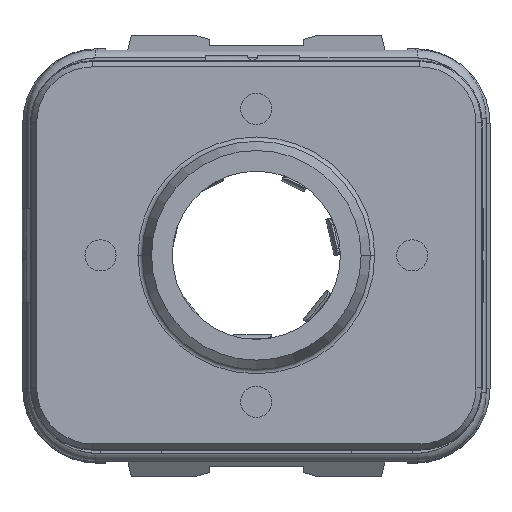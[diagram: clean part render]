
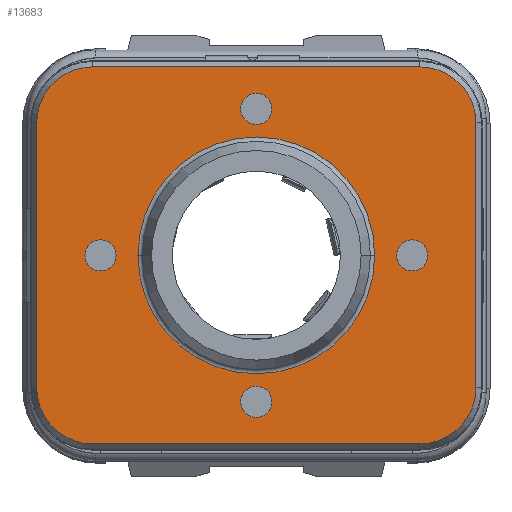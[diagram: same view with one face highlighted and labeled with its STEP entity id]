
A CAD part, top view. The second image highlights one B-rep face of the part: STEP entity #13683.
In plain terms, the highlighted planar face has unit normal (0, 0, 1).
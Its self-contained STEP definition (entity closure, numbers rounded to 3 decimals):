
#930=CARTESIAN_POINT('',(-5.25,-4.25,4.155));
#931=DIRECTION('',(0.,0.,1.));
#932=DIRECTION('',(-1.,0.,0.));
#933=AXIS2_PLACEMENT_3D('',#930,#931,#932);
#935=DIRECTION('',(0.,-1.,0.));
#936=VECTOR('',#935,8.5);
#937=CARTESIAN_POINT('',(-7.05,4.25,4.155));
#938=LINE('',#937,#936);
#939=CARTESIAN_POINT('',(-5.25,4.25,4.155));
#940=DIRECTION('',(0.,0.,1.));
#941=DIRECTION('',(0.,1.,0.));
#942=AXIS2_PLACEMENT_3D('',#939,#940,#941);
#944=DIRECTION('',(-1.,0.,0.));
#945=VECTOR('',#944,10.5);
#946=CARTESIAN_POINT('',(5.25,6.05,4.155));
#947=LINE('',#946,#945);
#948=CARTESIAN_POINT('',(5.25,4.25,4.155));
#949=DIRECTION('',(0.,0.,1.));
#950=DIRECTION('',(1.,0.,0.));
#951=AXIS2_PLACEMENT_3D('',#948,#949,#950);
#953=DIRECTION('',(0.,1.,0.));
#954=VECTOR('',#953,8.5);
#955=CARTESIAN_POINT('',(7.05,-4.25,4.155));
#956=LINE('',#955,#954);
#957=CARTESIAN_POINT('',(5.25,-4.25,4.155));
#958=DIRECTION('',(0.,0.,1.));
#959=DIRECTION('',(0.,-1.,0.));
#960=AXIS2_PLACEMENT_3D('',#957,#958,#959);
#962=DIRECTION('',(1.,0.,0.));
#963=VECTOR('',#962,10.5);
#964=CARTESIAN_POINT('',(-5.25,-6.05,4.155));
#965=LINE('',#964,#963);
#966=CARTESIAN_POINT('',(0.,0.,4.155));
#967=DIRECTION('',(0.,0.,1.));
#968=DIRECTION('',(1.,0.,0.));
#969=AXIS2_PLACEMENT_3D('',#966,#967,#968);
#971=CARTESIAN_POINT('',(0.,0.,4.155));
#972=DIRECTION('',(0.,0.,1.));
#973=DIRECTION('',(-1.,0.,0.));
#974=AXIS2_PLACEMENT_3D('',#971,#972,#973);
#2282=CARTESIAN_POINT('',(0.,-4.7,4.155));
#2283=DIRECTION('',(0.,0.,1.));
#2284=DIRECTION('',(-1.,0.,0.));
#2285=AXIS2_PLACEMENT_3D('',#2282,#2283,#2284);
#2291=CARTESIAN_POINT('',(0.,-4.7,4.155));
#2292=DIRECTION('',(0.,0.,1.));
#2293=DIRECTION('',(1.,0.,0.));
#2294=AXIS2_PLACEMENT_3D('',#2291,#2292,#2293);
#2310=CARTESIAN_POINT('',(5.,0.,4.155));
#2311=DIRECTION('',(0.,0.,1.));
#2312=DIRECTION('',(-1.,0.,0.));
#2313=AXIS2_PLACEMENT_3D('',#2310,#2311,#2312);
#2319=CARTESIAN_POINT('',(5.,0.,4.155));
#2320=DIRECTION('',(0.,0.,1.));
#2321=DIRECTION('',(1.,0.,0.));
#2322=AXIS2_PLACEMENT_3D('',#2319,#2320,#2321);
#2338=CARTESIAN_POINT('',(-5.,0.,4.155));
#2339=DIRECTION('',(0.,0.,1.));
#2340=DIRECTION('',(-1.,0.,0.));
#2341=AXIS2_PLACEMENT_3D('',#2338,#2339,#2340);
#2347=CARTESIAN_POINT('',(-5.,0.,4.155));
#2348=DIRECTION('',(0.,0.,1.));
#2349=DIRECTION('',(1.,0.,0.));
#2350=AXIS2_PLACEMENT_3D('',#2347,#2348,#2349);
#2366=CARTESIAN_POINT('',(0.,4.7,4.155));
#2367=DIRECTION('',(0.,0.,1.));
#2368=DIRECTION('',(-1.,0.,0.));
#2369=AXIS2_PLACEMENT_3D('',#2366,#2367,#2368);
#2375=CARTESIAN_POINT('',(0.,4.7,4.155));
#2376=DIRECTION('',(0.,0.,1.));
#2377=DIRECTION('',(1.,0.,0.));
#2378=AXIS2_PLACEMENT_3D('',#2375,#2376,#2377);
#12335=CARTESIAN_POINT('',(-7.05,-4.25,4.155));
#12336=CARTESIAN_POINT('',(-5.25,-6.05,4.155));
#12337=VERTEX_POINT('',#12335);
#12338=VERTEX_POINT('',#12336);
#12339=CARTESIAN_POINT('',(5.25,-6.05,4.155));
#12340=VERTEX_POINT('',#12339);
#12341=CARTESIAN_POINT('',(7.05,-4.25,4.155));
#12342=VERTEX_POINT('',#12341);
#12343=CARTESIAN_POINT('',(7.05,4.25,4.155));
#12344=VERTEX_POINT('',#12343);
#12345=CARTESIAN_POINT('',(5.25,6.05,4.155));
#12346=VERTEX_POINT('',#12345);
#12347=CARTESIAN_POINT('',(-5.25,6.05,4.155));
#12348=VERTEX_POINT('',#12347);
#12349=CARTESIAN_POINT('',(-7.05,4.25,4.155));
#12350=VERTEX_POINT('',#12349);
#12415=CARTESIAN_POINT('',(3.8,0.,4.155));
#12416=CARTESIAN_POINT('',(-3.8,0.,4.155));
#12417=VERTEX_POINT('',#12415);
#12418=VERTEX_POINT('',#12416);
#12671=CARTESIAN_POINT('',(-0.5,-4.7,4.155));
#12672=CARTESIAN_POINT('',(0.5,-4.7,4.155));
#12673=VERTEX_POINT('',#12671);
#12674=VERTEX_POINT('',#12672);
#12675=CARTESIAN_POINT('',(4.5,0.,4.155));
#12676=CARTESIAN_POINT('',(5.5,0.,4.155));
#12677=VERTEX_POINT('',#12675);
#12678=VERTEX_POINT('',#12676);
#12679=CARTESIAN_POINT('',(-5.5,0.,4.155));
#12680=CARTESIAN_POINT('',(-4.5,0.,4.155));
#12681=VERTEX_POINT('',#12679);
#12682=VERTEX_POINT('',#12680);
#12683=CARTESIAN_POINT('',(-0.5,4.7,4.155));
#12684=CARTESIAN_POINT('',(0.5,4.7,4.155));
#12685=VERTEX_POINT('',#12683);
#12686=VERTEX_POINT('',#12684);
#13638=CARTESIAN_POINT('',(0.,0.,4.155));
#13639=DIRECTION('',(0.,0.,1.));
#13640=DIRECTION('',(1.,0.,0.));
#13641=AXIS2_PLACEMENT_3D('',#13638,#13639,#13640);
#13642=PLANE('',#13641);
#13643=ORIENTED_EDGE('',*,*,#13453,.F.);
#13644=ORIENTED_EDGE('',*,*,#13494,.F.);
#13645=ORIENTED_EDGE('',*,*,#13509,.F.);
#13646=ORIENTED_EDGE('',*,*,#13550,.F.);
#13647=ORIENTED_EDGE('',*,*,#13565,.F.);
#13648=ORIENTED_EDGE('',*,*,#13606,.F.);
#13649=ORIENTED_EDGE('',*,*,#13620,.F.);
#13650=ORIENTED_EDGE('',*,*,#13437,.F.);
#13651=EDGE_LOOP('',(#13643,#13644,#13645,#13646,#13647,#13648,#13649,#13650));
#13652=FACE_OUTER_BOUND('',#13651,.F.);
#13654=ORIENTED_EDGE('',*,*,#13653,.T.);
#13656=ORIENTED_EDGE('',*,*,#13655,.T.);
#13657=EDGE_LOOP('',(#13654,#13656));
#13658=FACE_BOUND('',#13657,.F.);
#13660=ORIENTED_EDGE('',*,*,#13659,.T.);
#13662=ORIENTED_EDGE('',*,*,#13661,.T.);
#13663=EDGE_LOOP('',(#13660,#13662));
#13664=FACE_BOUND('',#13663,.F.);
#13666=ORIENTED_EDGE('',*,*,#13665,.T.);
#13668=ORIENTED_EDGE('',*,*,#13667,.T.);
#13669=EDGE_LOOP('',(#13666,#13668));
#13670=FACE_BOUND('',#13669,.F.);
#13672=ORIENTED_EDGE('',*,*,#13671,.T.);
#13674=ORIENTED_EDGE('',*,*,#13673,.T.);
#13675=EDGE_LOOP('',(#13672,#13674));
#13676=FACE_BOUND('',#13675,.F.);
#13678=ORIENTED_EDGE('',*,*,#13677,.T.);
#13680=ORIENTED_EDGE('',*,*,#13679,.T.);
#13681=EDGE_LOOP('',(#13678,#13680));
#13682=FACE_BOUND('',#13681,.F.);
#13683=ADVANCED_FACE('',(#13652,#13658,#13664,#13670,#13676,#13682),#13642,.T.);
#934=CIRCLE('',#933,1.8);
#943=CIRCLE('',#942,1.8);
#952=CIRCLE('',#951,1.8);
#961=CIRCLE('',#960,1.8);
#970=CIRCLE('',#969,3.8);
#975=CIRCLE('',#974,3.8);
#2286=CIRCLE('',#2285,0.5);
#2295=CIRCLE('',#2294,0.5);
#2314=CIRCLE('',#2313,0.5);
#2323=CIRCLE('',#2322,0.5);
#2342=CIRCLE('',#2341,0.5);
#2351=CIRCLE('',#2350,0.5);
#2370=CIRCLE('',#2369,0.5);
#2379=CIRCLE('',#2378,0.5);
#13437=EDGE_CURVE('',#12338,#12340,#965,.T.);
#13453=EDGE_CURVE('',#12337,#12338,#934,.T.);
#13494=EDGE_CURVE('',#12350,#12337,#938,.T.);
#13509=EDGE_CURVE('',#12348,#12350,#943,.T.);
#13550=EDGE_CURVE('',#12346,#12348,#947,.T.);
#13565=EDGE_CURVE('',#12344,#12346,#952,.T.);
#13606=EDGE_CURVE('',#12342,#12344,#956,.T.);
#13620=EDGE_CURVE('',#12340,#12342,#961,.T.);
#13653=EDGE_CURVE('',#12417,#12418,#970,.T.);
#13655=EDGE_CURVE('',#12418,#12417,#975,.T.);
#13659=EDGE_CURVE('',#12673,#12674,#2286,.T.);
#13661=EDGE_CURVE('',#12674,#12673,#2295,.T.);
#13665=EDGE_CURVE('',#12677,#12678,#2314,.T.);
#13667=EDGE_CURVE('',#12678,#12677,#2323,.T.);
#13671=EDGE_CURVE('',#12681,#12682,#2342,.T.);
#13673=EDGE_CURVE('',#12682,#12681,#2351,.T.);
#13677=EDGE_CURVE('',#12685,#12686,#2370,.T.);
#13679=EDGE_CURVE('',#12686,#12685,#2379,.T.);
